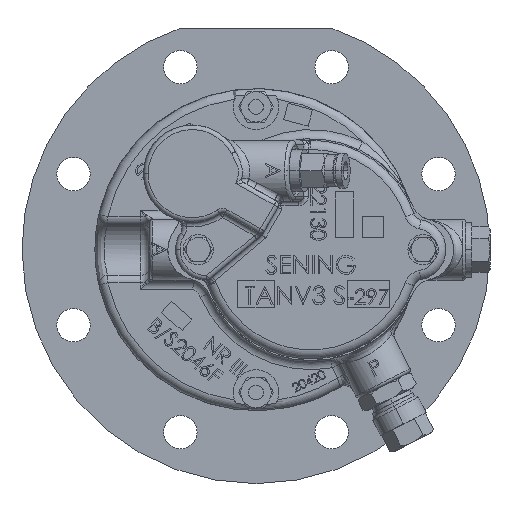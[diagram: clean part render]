
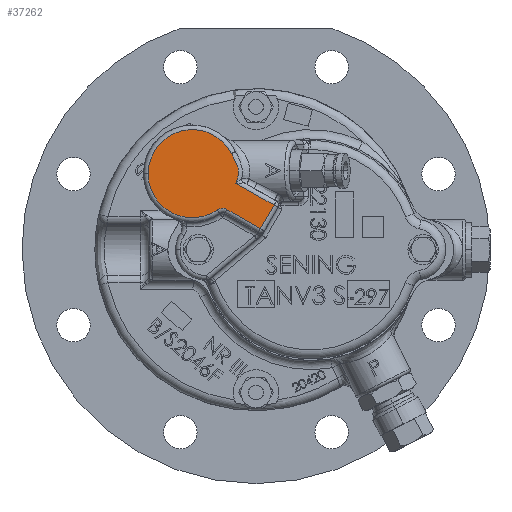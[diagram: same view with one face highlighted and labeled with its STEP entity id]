
A CAD part, front view. The second image highlights one B-rep face of the part: STEP entity #37262.
In plain terms, the highlighted planar face has unit normal (0, -1, 0).
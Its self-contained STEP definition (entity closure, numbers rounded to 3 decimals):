
#615 = VERTEX_POINT ( 'NONE', #38795 ) ;
#616 = VERTEX_POINT ( 'NONE', #38794 ) ;
#623 = VERTEX_POINT ( 'NONE', #38818 ) ;
#624 = VERTEX_POINT ( 'NONE', #38799 ) ;
#629 = VERTEX_POINT ( 'NONE', #38823 ) ;
#3299 = LINE ( 'NONE', #24301, #3371 ) ;
#3332 = CIRCLE ( 'NONE', #28065, 14.5 ) ;
#3342 = CIRCLE ( 'NONE', #28059, 3. ) ;
#3371 = VECTOR ( 'NONE', #24307, 1000. ) ;
#3384 = CIRCLE ( 'NONE', #28078, 14.5 ) ;
#3482 = LINE ( 'NONE', #7825, #3508 ) ;
#3508 = VECTOR ( 'NONE', #7824, 1000. ) ;
#3509 = LINE ( 'NONE', #8127, #3531 ) ;
#3531 = VECTOR ( 'NONE', #8180, 1000. ) ;
#7824 = DIRECTION ( 'NONE',  ( 0.866, 0., -0.5 ) ) ;
#7825 = CARTESIAN_POINT ( 'NONE',  ( 2.731, -75., 6.103 ) ) ;
#8096 = CARTESIAN_POINT ( 'NONE',  ( -6.627, -75., 21.898 ) ) ;
#8101 = CARTESIAN_POINT ( 'NONE',  ( -6.313, -75., 22.704 ) ) ;
#8102 = CARTESIAN_POINT ( 'NONE',  ( -6.045, -75., 23.527 ) ) ;
#8103 = CARTESIAN_POINT ( 'NONE',  ( -6.467, -75., 22.3 ) ) ;
#8109 = CARTESIAN_POINT ( 'NONE',  ( -5.78, -75., 26.084 ) ) ;
#8110 = CARTESIAN_POINT ( 'NONE',  ( -5.763, -75., 25.867 ) ) ;
#8111 = CARTESIAN_POINT ( 'NONE',  ( -5.745, -75., 25.216 ) ) ;
#8112 = CARTESIAN_POINT ( 'NONE',  ( -5.782, -75., 24.789 ) ) ;
#8113 = CARTESIAN_POINT ( 'NONE',  ( -5.932, -75., 23.945 ) ) ;
#8114 = CARTESIAN_POINT ( 'NONE',  ( -5.839, -75., 26.51 ) ) ;
#8116 = CARTESIAN_POINT ( 'NONE',  ( -7.273, -75., 30.096 ) ) ;
#8117 = CARTESIAN_POINT ( 'NONE',  ( -7.702, -75., 30.845 ) ) ;
#8118 = CARTESIAN_POINT ( 'NONE',  ( -8.096, -75., 31.613 ) ) ;
#8122 = CARTESIAN_POINT ( 'NONE',  ( -5.879, -75., 26.72 ) ) ;
#8123 = CARTESIAN_POINT ( 'NONE',  ( -6.029, -75., 27.345 ) ) ;
#8124 = CARTESIAN_POINT ( 'NONE',  ( -6.169, -75., 27.754 ) ) ;
#8125 = CARTESIAN_POINT ( 'NONE',  ( -6.497, -75., 28.554 ) ) ;
#8126 = CARTESIAN_POINT ( 'NONE',  ( -6.684, -75., 28.943 ) ) ;
#8127 = CARTESIAN_POINT ( 'NONE',  ( -5.873, -75., 21.462 ) ) ;
#8180 = DIRECTION ( 'NONE',  ( -0.866, 0., 0.5 ) ) ;
#9152 = VERTEX_POINT ( 'NONE', #33990 ) ;
#9227 = VERTEX_POINT ( 'NONE', #33513 ) ;
#9777 = FACE_OUTER_BOUND ( 'NONE', #39387, .T. ) ;
#11555 = CARTESIAN_POINT ( 'NONE',  ( -21., -75., 25. ) ) ;
#11556 = PLANE ( 'NONE',  #18045 ) ;
#11575 = DIRECTION ( 'NONE',  ( -1., 0., 0. ) ) ;
#11576 = DIRECTION ( 'NONE',  ( 0., -1., 0. ) ) ;
#18045 = AXIS2_PLACEMENT_3D ( 'NONE', #11555, #11576, #11575 ) ;
#20144 = EDGE_CURVE ( 'NONE', #616, #623, #3482, .T. ) ;
#20195 = EDGE_CURVE ( 'NONE', #629, #9227, #33910, .T. ) ;
#20197 = EDGE_CURVE ( 'NONE', #624, #629, #3509, .T. ) ;
#20243 = EDGE_CURVE ( 'NONE', #615, #616, #3342, .T. ) ;
#20253 = EDGE_CURVE ( 'NONE', #9152, #615, #3332, .T. ) ;
#20272 = EDGE_CURVE ( 'NONE', #623, #624, #3299, .T. ) ;
#20297 = EDGE_CURVE ( 'NONE', #9227, #9152, #3384, .T. ) ;
#23961 = CARTESIAN_POINT ( 'NONE',  ( -21., -75., 25. ) ) ;
#24095 = DIRECTION ( 'NONE',  ( 0., -1., 0. ) ) ;
#24096 = DIRECTION ( 'NONE',  ( -1., 0., 0. ) ) ;
#24301 = CARTESIAN_POINT ( 'NONE',  ( 6.682, -75., 15.946 ) ) ;
#24307 = DIRECTION ( 'NONE',  ( 0.5, 0., 0.866 ) ) ;
#24564 = CARTESIAN_POINT ( 'NONE',  ( -21., -75., 25. ) ) ;
#24640 = DIRECTION ( 'NONE',  ( -1., 0., 0. ) ) ;
#24775 = DIRECTION ( 'NONE',  ( 0., -1., 0. ) ) ;
#24842 = DIRECTION ( 'NONE',  ( -1., 0., 0. ) ) ;
#24939 = CARTESIAN_POINT ( 'NONE',  ( -11.057, -75., 10.599 ) ) ;
#24960 = DIRECTION ( 'NONE',  ( 0., 1., 0. ) ) ;
#28059 = AXIS2_PLACEMENT_3D ( 'NONE', #24939, #24960, #24842 ) ;
#28065 = AXIS2_PLACEMENT_3D ( 'NONE', #23961, #24095, #24096 ) ;
#28078 = AXIS2_PLACEMENT_3D ( 'NONE', #24564, #24775, #24640 ) ;
#33513 = CARTESIAN_POINT ( 'NONE',  ( -8.096, -75., 31.613 ) ) ;
#33910 = B_SPLINE_CURVE_WITH_KNOTS ( 'NONE', 3,
 ( #8096, #8103, #8101, #8102, #8113, #8112, #8111, #8110, #8109, #8114, #8122, #8123, #8124, #8125, #8126, #8116, #8117, #8118 ),
 .UNSPECIFIED., .F., .F.,
 ( 4, 2, 2, 2, 2, 2, 2, 2, 4 ),
 ( 0., 0.001, 0.003, 0.004, 0.005, 0.005, 0.006, 0.008, 0.01 ),
 .UNSPECIFIED. ) ;
#33990 = CARTESIAN_POINT ( 'NONE',  ( -35.5, -75., 25. ) ) ;
#37262 = ADVANCED_FACE ( 'NONE', ( #9777 ), #11556, .T. ) ;
#38794 = CARTESIAN_POINT ( 'NONE',  ( -9.557, -75., 13.197 ) ) ;
#38795 = CARTESIAN_POINT ( 'NONE',  ( -12.761, -75., 13.068 ) ) ;
#38799 = CARTESIAN_POINT ( 'NONE',  ( 5.932, -75., 14.647 ) ) ;
#38818 = CARTESIAN_POINT ( 'NONE',  ( 1.432, -75., 6.853 ) ) ;
#38823 = CARTESIAN_POINT ( 'NONE',  ( -6.627, -75., 21.898 ) ) ;
#39387 = EDGE_LOOP ( 'NONE', ( #43102, #42441, #42442, #42440, #42883, #42882, #42880 ) ) ;
#42440 = ORIENTED_EDGE ( 'NONE', *, *, #20253, .T. ) ;
#42441 = ORIENTED_EDGE ( 'NONE', *, *, #20195, .T. ) ;
#42442 = ORIENTED_EDGE ( 'NONE', *, *, #20297, .T. ) ;
#42880 = ORIENTED_EDGE ( 'NONE', *, *, #20272, .T. ) ;
#42882 = ORIENTED_EDGE ( 'NONE', *, *, #20144, .T. ) ;
#42883 = ORIENTED_EDGE ( 'NONE', *, *, #20243, .T. ) ;
#43102 = ORIENTED_EDGE ( 'NONE', *, *, #20197, .T. ) ;
